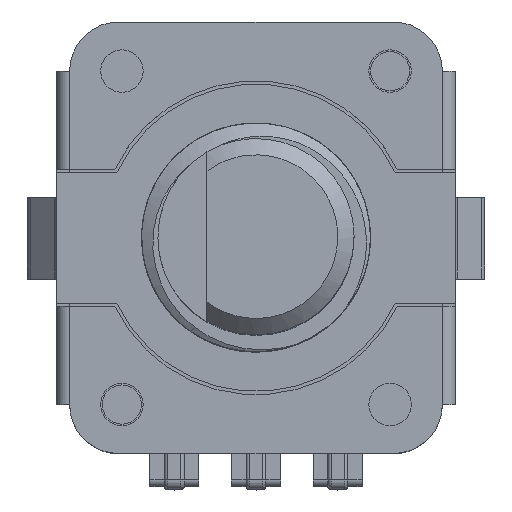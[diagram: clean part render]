
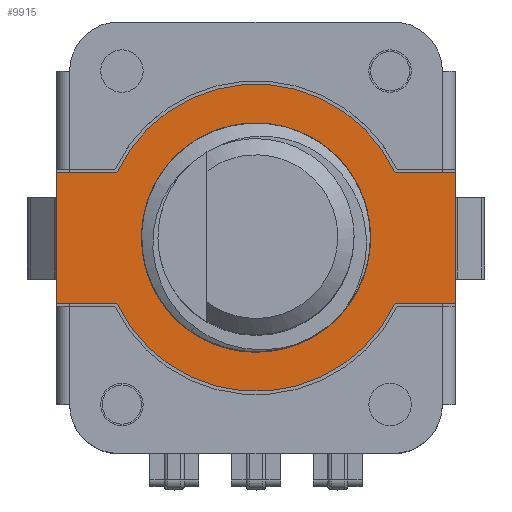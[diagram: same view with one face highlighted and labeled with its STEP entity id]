
A CAD part, top view. The second image highlights one B-rep face of the part: STEP entity #9915.
In plain terms, the highlighted planar face has unit normal (0, 0, -1).
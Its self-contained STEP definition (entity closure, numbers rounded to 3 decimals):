
#9037=CARTESIAN_POINT('',(-4.253,-2.0,6.6));
#9038=VERTEX_POINT('',#9037);
#9045=CARTESIAN_POINT('',(4.253,-2.0,6.6));
#9046=VERTEX_POINT('',#9045);
#9047=CARTESIAN_POINT('',(-0.0,0.0,6.6));
#9048=DIRECTION('',(0.0,-0.0,-1.0));
#9049=DIRECTION('',(-0.0,1.0,-0.0));
#9050=AXIS2_PLACEMENT_3D('',#9047,#9048,#9049);
#9051=CIRCLE('',#9050,4.7);
#9052=EDGE_CURVE('n� 11579',#9046,#9038,#9051,.T.);
#9824=CARTESIAN_POINT('',(3.398,0.838,6.6));
#9825=VERTEX_POINT('',#9824);
#9826=CARTESIAN_POINT('',(2.619,2.321,6.6));
#9827=VERTEX_POINT('',#9826);
#9828=CARTESIAN_POINT('',(3.397,0.837,6.6));
#9829=CARTESIAN_POINT('',(3.573,0.114,6.6));
#9830=CARTESIAN_POINT('',(3.448,-1.589,6.6));
#9831=CARTESIAN_POINT('',(1.571,-3.513,6.6));
#9832=CARTESIAN_POINT('',(-1.26,-3.636,6.6));
#9833=CARTESIAN_POINT('',(-3.407,-1.788,6.6));
#9834=CARTESIAN_POINT('',(-3.708,1.029,6.6));
#9835=CARTESIAN_POINT('',(-1.999,3.288,6.6));
#9836=CARTESIAN_POINT('',(0.651,3.74,6.6));
#9837=CARTESIAN_POINT('',(2.124,2.876,6.6));
#9838=CARTESIAN_POINT('',(2.619,2.32,6.6));
#9839=B_SPLINE_CURVE_WITH_KNOTS('',3,(#9828,#9829,#9830,#9831,#9832,#9833,#9834,#9835,#9836,#9837,#9838),.UNSPECIFIED.,.F.,.U.,
 (4,1,1,1,1,1,1,1,4),(0.01,0.118,0.245,0.373,0.5,0.627,0.755,0.882,0.99),.UNSPECIFIED.);
#9840=EDGE_CURVE('n� 13622',#9825,#9827,#9839,.T.);
#9841=ORIENTED_EDGE('',*,*,#9840,.F.);
#9842=CARTESIAN_POINT('',(3.398,0.838,6.6));
#9843=CARTESIAN_POINT('',(3.297,1.25,6.6));
#9844=CARTESIAN_POINT('',(3.099,1.627,6.6));
#9845=CARTESIAN_POINT('',(2.901,2.003,6.6));
#9846=CARTESIAN_POINT('',(2.62,2.321,6.6));
#9847=B_SPLINE_CURVE_WITH_KNOTS('',2,(#9842,#9843,#9844,#9845,#9846),.UNSPECIFIED.,.F.,.U.,
 (3,2,3),(0.0,0.5,1.0),.UNSPECIFIED.);
#9848=EDGE_CURVE('n� 15941',#9825,#9827,#9847,.T.);
#9849=ORIENTED_EDGE('',*,*,#9848,.T.);
#9850=EDGE_LOOP('',(#9841,#9849));
#9851=FACE_OUTER_BOUND('',#9850,.T.);
#9852=CARTESIAN_POINT('',(-4.253,2.0,6.6));
#9853=VERTEX_POINT('',#9852);
#9854=CARTESIAN_POINT('',(-6.1,2.0,6.6));
#9855=VERTEX_POINT('',#9854);
#9856=CARTESIAN_POINT('',(-0.0,2.0,6.6));
#9857=DIRECTION('',(-1.0,-0.0,0.0));
#9858=VECTOR('',#9857,1.0);
#9859=LINE('',#9856,#9858);
#9860=EDGE_CURVE('n� 13624',#9853,#9855,#9859,.T.);
#9861=ORIENTED_EDGE('',*,*,#9860,.F.);
#9862=CARTESIAN_POINT('',(4.253,2.0,6.6));
#9863=VERTEX_POINT('',#9862);
#9864=CARTESIAN_POINT('',(-0.0,0.0,6.6));
#9865=DIRECTION('',(-0.0,0.0,1.0));
#9866=DIRECTION('',(-0.0,1.0,-0.0));
#9867=AXIS2_PLACEMENT_3D('',#9864,#9865,#9866);
#9868=CIRCLE('',#9867,4.7);
#9869=EDGE_CURVE('n� 13625',#9863,#9853,#9868,.T.);
#9870=ORIENTED_EDGE('',*,*,#9869,.F.);
#9871=CARTESIAN_POINT('',(6.1,2.0,6.6));
#9872=VERTEX_POINT('',#9871);
#9873=CARTESIAN_POINT('',(-0.0,2.0,6.6));
#9874=DIRECTION('',(-1.0,-0.0,0.0));
#9875=VECTOR('',#9874,1.0);
#9876=LINE('',#9873,#9875);
#9877=EDGE_CURVE('n� 13626',#9872,#9863,#9876,.T.);
#9878=ORIENTED_EDGE('',*,*,#9877,.F.);
#9879=CARTESIAN_POINT('',(6.1,-2.0,6.6));
#9880=VERTEX_POINT('',#9879);
#9881=CARTESIAN_POINT('',(6.1,0.0,6.6));
#9882=DIRECTION('',(-0.0,1.0,-0.0));
#9883=VECTOR('',#9882,1.0);
#9884=LINE('',#9881,#9883);
#9885=EDGE_CURVE('n� 13627',#9880,#9872,#9884,.T.);
#9886=ORIENTED_EDGE('',*,*,#9885,.F.);
#9887=CARTESIAN_POINT('',(0.0,-2.0,6.6));
#9888=DIRECTION('',(1.0,0.0,0.0));
#9889=VECTOR('',#9888,1.0);
#9890=LINE('',#9887,#9889);
#9891=EDGE_CURVE('n� 13628',#9046,#9880,#9890,.T.);
#9892=ORIENTED_EDGE('',*,*,#9891,.F.);
#9893=ORIENTED_EDGE('',*,*,#9052,.T.);
#9894=CARTESIAN_POINT('',(-6.1,-2.0,6.6));
#9895=VERTEX_POINT('',#9894);
#9896=CARTESIAN_POINT('',(0.0,-2.0,6.6));
#9897=DIRECTION('',(1.0,0.0,0.0));
#9898=VECTOR('',#9897,1.0);
#9899=LINE('',#9896,#9898);
#9900=EDGE_CURVE('n� 13630',#9895,#9038,#9899,.T.);
#9901=ORIENTED_EDGE('',*,*,#9900,.F.);
#9902=CARTESIAN_POINT('',(-6.1,-0.0,6.6));
#9903=DIRECTION('',(0.0,-1.0,0.0));
#9904=VECTOR('',#9903,1.0);
#9905=LINE('',#9902,#9904);
#9906=EDGE_CURVE('n� 13623',#9855,#9895,#9905,.T.);
#9907=ORIENTED_EDGE('',*,*,#9906,.F.);
#9908=EDGE_LOOP('',(#9861,#9870,#9878,#9886,#9892,#9893,#9901,#9907));
#9909=FACE_BOUND('',#9908,.T.);
#9910=CARTESIAN_POINT('',(-0.0,0.0,6.6));
#9911=DIRECTION('',(-0.0,0.0,1.0));
#9912=DIRECTION('',(-0.0,1.0,-0.0));
#9913=AXIS2_PLACEMENT_3D('',#9910,#9911,#9912);
#9914=PLANE('',#9913);
#9915=ADVANCED_FACE('n� 13617',(#9851,#9909),#9914,.F.);
